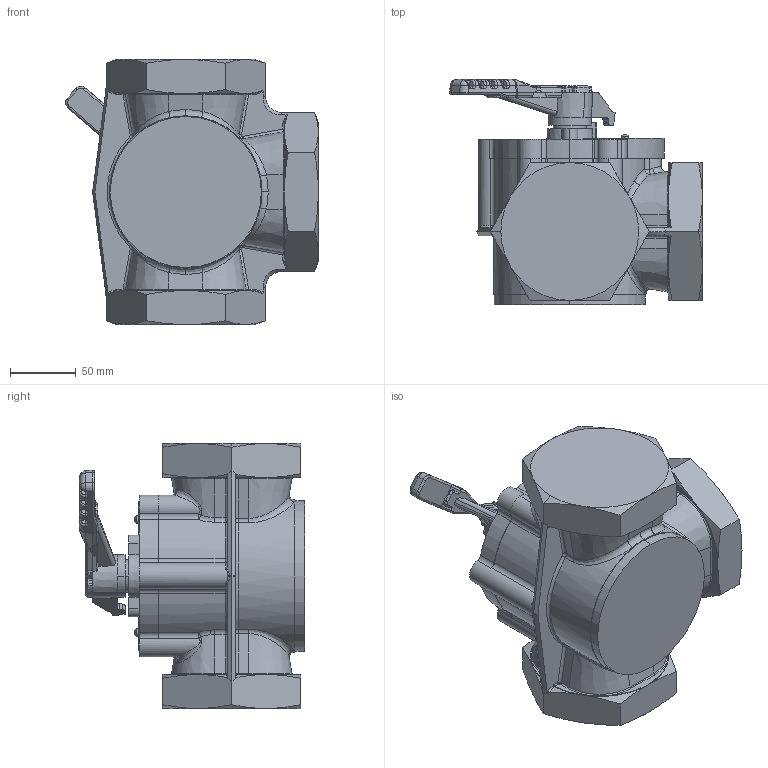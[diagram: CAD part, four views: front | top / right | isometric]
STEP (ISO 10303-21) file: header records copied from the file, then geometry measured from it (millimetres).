
FILE_DESCRIPTION(('CATIA V5 STEP Exchange','CAx-IF Rec.Pracs.--- Model Styling and Organization---1.4--- 2014-01-23','CAx-IF Rec.Pracs.---3D Tessellated Data Validation Properties---0.5---2014-09-14'),'2;1');
FILE_NAME('STEP_610020_-_TST.stp','2022-01-28T15:49:48+00:00',('none'),('none'),'CATIA Version 5-6 Release 2019 SP3','CATIA V5 STEP AP242 v1','none');
FILE_SCHEMA(('AP242_MANAGED_MODEL_BASED_3D_ENGINEERING_MIM_LF {1 0 10303 442 1 1 4}'));
Length unit declared in the file: millimetre
Products named in the file (1): 610020 - TST
Bounding box: 192.6 x 171.5 x 202 mm (x, y, z)
Volume: 2643844.3 mm3; surface area: 167401.4 mm2
Topology: 1 solids, 8 shells, 1135 faces, 3048 edges, 1886 vertices
Faces by surface type: cylinder 363, plane 330, bspline 208, torus 109, cone 99, sphere 26
Entity records: 39820 total; most frequent: CARTESIAN_POINT 15786, ORIENTED_EDGE 5968, DIRECTION 3030, EDGE_CURVE 2984, VERTEX_POINT 1887, AXIS2_PLACEMENT_3D 1387, EDGE_LOOP 1167, ADVANCED_FACE 1135
